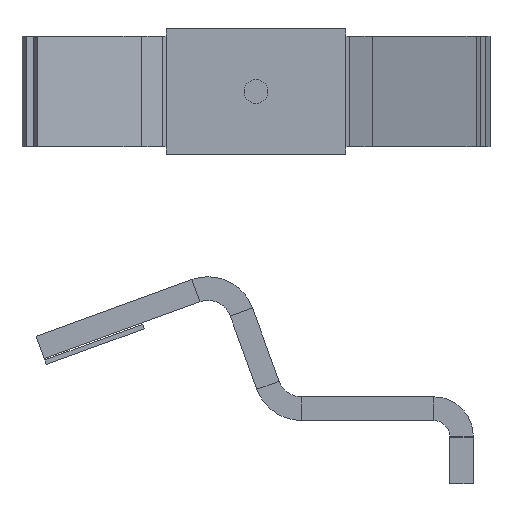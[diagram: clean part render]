
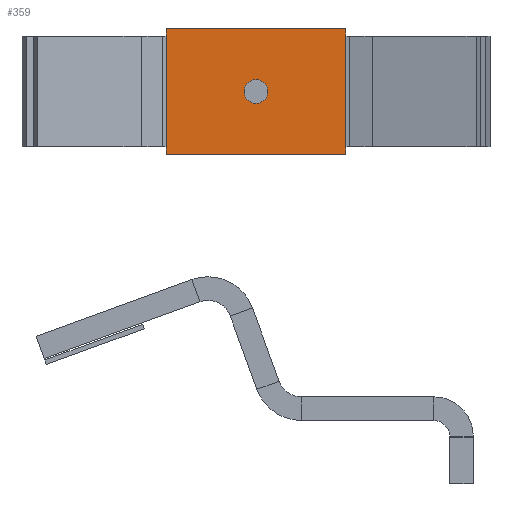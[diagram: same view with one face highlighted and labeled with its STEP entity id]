
A CAD part, front view. The second image highlights one B-rep face of the part: STEP entity #359.
In plain terms, the highlighted planar face has unit normal (0, -1, 0).
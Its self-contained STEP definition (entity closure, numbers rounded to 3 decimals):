
#135 = VECTOR ( 'NONE', #2724, 1000. ) ;
#138 = LINE ( 'NONE', #2942, #2583 ) ;
#148 = VECTOR ( 'NONE', #3060, 1000. ) ;
#224 = CARTESIAN_POINT ( 'NONE',  ( -0.851, -0.854, 23.354 ) ) ;
#274 = VECTOR ( 'NONE', #2951, 1000. ) ;
#293 = AXIS2_PLACEMENT_3D ( 'NONE', #3911, #1733, #3651 ) ;
#315 = CARTESIAN_POINT ( 'NONE',  ( -0.851, -0.854, 15.854 ) ) ;
#350 = CARTESIAN_POINT ( 'NONE',  ( -12.251, -0.854, 15.354 ) ) ;
#359 = ADVANCED_FACE ( 'NONE', ( #2074, #3303 ), #3545, .F. ) ;
#537 = DIRECTION ( 'NONE',  ( 0., 0., -1. ) ) ;
#558 = VECTOR ( 'NONE', #1191, 1000. ) ;
#590 = EDGE_LOOP ( 'NONE', ( #2541, #2587 ) ) ;
#795 = VERTEX_POINT ( 'NONE', #2155 ) ;
#799 = EDGE_CURVE ( 'NONE', #2509, #2116, #3023, .T. ) ;
#872 = LINE ( 'NONE', #2019, #274 ) ;
#976 = LINE ( 'NONE', #2165, #148 ) ;
#1021 = VERTEX_POINT ( 'NONE', #315 ) ;
#1174 = LINE ( 'NONE', #1505, #135 ) ;
#1191 = DIRECTION ( 'NONE',  ( 1., 0., 0. ) ) ;
#1199 = ORIENTED_EDGE ( 'NONE', *, *, #3503, .T. ) ;
#1347 = AXIS2_PLACEMENT_3D ( 'NONE', #1778, #3357, #1466 ) ;
#1366 = CARTESIAN_POINT ( 'NONE',  ( -7.301, -0.854, 19.354 ) ) ;
#1466 = DIRECTION ( 'NONE',  ( 1., 0., 0. ) ) ;
#1476 = CARTESIAN_POINT ( 'NONE',  ( -12.251, -0.854, 22.854 ) ) ;
#1505 = CARTESIAN_POINT ( 'NONE',  ( -0.851, -0.854, 23.354 ) ) ;
#1527 = VECTOR ( 'NONE', #1529, 1000. ) ;
#1529 = DIRECTION ( 'NONE',  ( 0., 0., -1. ) ) ;
#1580 = AXIS2_PLACEMENT_3D ( 'NONE', #1985, #1943, #2265 ) ;
#1685 = CARTESIAN_POINT ( 'NONE',  ( -12.251, -0.854, 23.354 ) ) ;
#1733 = DIRECTION ( 'NONE',  ( 0., -1., 0. ) ) ;
#1778 = CARTESIAN_POINT ( 'NONE',  ( -6.551, -0.854, 19.354 ) ) ;
#1830 = CARTESIAN_POINT ( 'NONE',  ( -12.251, -0.854, 15.354 ) ) ;
#1836 = DIRECTION ( 'NONE',  ( 0., 0., -1. ) ) ;
#1850 = ORIENTED_EDGE ( 'NONE', *, *, #2723, .F. ) ;
#1919 = CIRCLE ( 'NONE', #293, 0.75 ) ;
#1943 = DIRECTION ( 'NONE',  ( 0., 1., 0. ) ) ;
#1985 = CARTESIAN_POINT ( 'NONE',  ( -12.251, -0.854, 23.354 ) ) ;
#2003 = CARTESIAN_POINT ( 'NONE',  ( -12.251, -0.854, 15.854 ) ) ;
#2019 = CARTESIAN_POINT ( 'NONE',  ( -12.251, -0.854, 15.854 ) ) ;
#2074 = FACE_BOUND ( 'NONE', #590, .T. ) ;
#2116 = VERTEX_POINT ( 'NONE', #3638 ) ;
#2155 = CARTESIAN_POINT ( 'NONE',  ( -12.251, -0.854, 23.354 ) ) ;
#2165 = CARTESIAN_POINT ( 'NONE',  ( -0.851, -0.854, 22.854 ) ) ;
#2208 = EDGE_CURVE ( 'NONE', #3429, #3279, #1919, .T. ) ;
#2265 = DIRECTION ( 'NONE',  ( -1., 0., 0. ) ) ;
#2309 = VECTOR ( 'NONE', #537, 1000. ) ;
#2338 = ORIENTED_EDGE ( 'NONE', *, *, #3150, .F. ) ;
#2345 = CARTESIAN_POINT ( 'NONE',  ( -0.851, -0.854, 23.354 ) ) ;
#2435 = EDGE_CURVE ( 'NONE', #795, #2509, #138, .T. ) ;
#2496 = LINE ( 'NONE', #1830, #558 ) ;
#2509 = VERTEX_POINT ( 'NONE', #2345 ) ;
#2541 = ORIENTED_EDGE ( 'NONE', *, *, #3525, .F. ) ;
#2583 = VECTOR ( 'NONE', #3780, 1000. ) ;
#2587 = ORIENTED_EDGE ( 'NONE', *, *, #2208, .F. ) ;
#2723 = EDGE_CURVE ( 'NONE', #1021, #3185, #1174, .T. ) ;
#2724 = DIRECTION ( 'NONE',  ( 0., 0., -1. ) ) ;
#2790 = ORIENTED_EDGE ( 'NONE', *, *, #799, .F. ) ;
#2925 = EDGE_CURVE ( 'NONE', #3268, #3044, #3509, .T. ) ;
#2942 = CARTESIAN_POINT ( 'NONE',  ( -12.251, -0.854, 23.354 ) ) ;
#2951 = DIRECTION ( 'NONE',  ( 0., 0., 1. ) ) ;
#3023 = LINE ( 'NONE', #224, #3840 ) ;
#3044 = VERTEX_POINT ( 'NONE', #350 ) ;
#3060 = DIRECTION ( 'NONE',  ( 0., 0., -1. ) ) ;
#3127 = CARTESIAN_POINT ( 'NONE',  ( -12.251, -0.854, 23.354 ) ) ;
#3150 = EDGE_CURVE ( 'NONE', #3268, #3897, #872, .T. ) ;
#3185 = VERTEX_POINT ( 'NONE', #3894 ) ;
#3227 = CARTESIAN_POINT ( 'NONE',  ( -5.801, -0.854, 19.354 ) ) ;
#3268 = VERTEX_POINT ( 'NONE', #2003 ) ;
#3279 = VERTEX_POINT ( 'NONE', #3227 ) ;
#3303 = FACE_OUTER_BOUND ( 'NONE', #3387, .T. ) ;
#3340 = ORIENTED_EDGE ( 'NONE', *, *, #2435, .F. ) ;
#3357 = DIRECTION ( 'NONE',  ( 0., -1., 0. ) ) ;
#3387 = EDGE_LOOP ( 'NONE', ( #4106, #1850, #3824, #2790, #3340, #1199, #2338, #3516 ) ) ;
#3429 = VERTEX_POINT ( 'NONE', #1366 ) ;
#3503 = EDGE_CURVE ( 'NONE', #795, #3897, #3531, .T. ) ;
#3509 = LINE ( 'NONE', #3127, #1527 ) ;
#3516 = ORIENTED_EDGE ( 'NONE', *, *, #2925, .T. ) ;
#3525 = EDGE_CURVE ( 'NONE', #3279, #3429, #3869, .T. ) ;
#3531 = LINE ( 'NONE', #1685, #2309 ) ;
#3545 = PLANE ( 'NONE',  #1580 ) ;
#3638 = CARTESIAN_POINT ( 'NONE',  ( -0.851, -0.854, 22.854 ) ) ;
#3651 = DIRECTION ( 'NONE',  ( 1., 0., 0. ) ) ;
#3780 = DIRECTION ( 'NONE',  ( 1., 0., 0. ) ) ;
#3824 = ORIENTED_EDGE ( 'NONE', *, *, #3975, .F. ) ;
#3840 = VECTOR ( 'NONE', #1836, 1000. ) ;
#3869 = CIRCLE ( 'NONE', #1347, 0.75 ) ;
#3894 = CARTESIAN_POINT ( 'NONE',  ( -0.851, -0.854, 15.354 ) ) ;
#3897 = VERTEX_POINT ( 'NONE', #1476 ) ;
#3911 = CARTESIAN_POINT ( 'NONE',  ( -6.551, -0.854, 19.354 ) ) ;
#3952 = EDGE_CURVE ( 'NONE', #3044, #3185, #2496, .T. ) ;
#3975 = EDGE_CURVE ( 'NONE', #2116, #1021, #976, .T. ) ;
#4106 = ORIENTED_EDGE ( 'NONE', *, *, #3952, .T. ) ;
